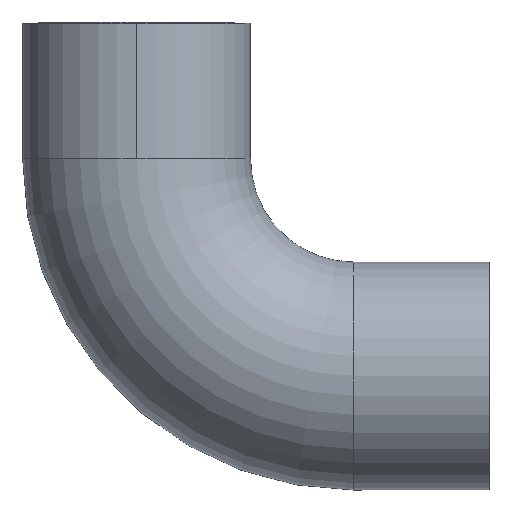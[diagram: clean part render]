
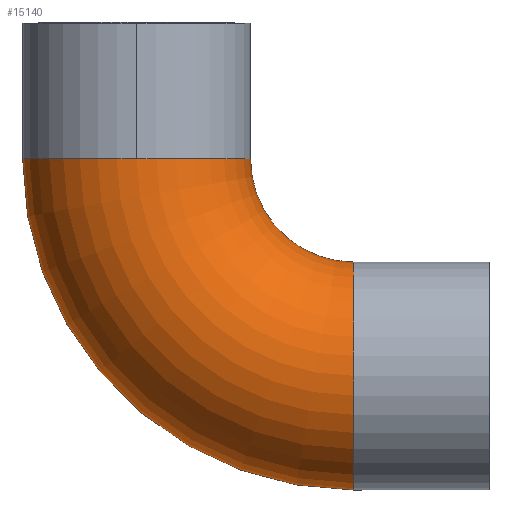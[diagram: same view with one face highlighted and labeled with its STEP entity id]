
A CAD part, top view. The second image highlights one B-rep face of the part: STEP entity #15140.
In plain terms, the highlighted toroidal (fillet/blend) face has major radius 40 mm and minor radius 21 mm.
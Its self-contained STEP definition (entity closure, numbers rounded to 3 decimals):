
#859 = VERTEX_POINT ( 'NONE', #39549 ) ;
#3600 = CARTESIAN_POINT ( 'NONE',  ( 40., 0., 0. ) ) ;
#6597 = ORIENTED_EDGE ( 'NONE', *, *, #46984, .T. ) ;
#8719 = VERTEX_POINT ( 'NONE', #36950 ) ;
#9384 = VERTEX_POINT ( 'NONE', #77785 ) ;
#11528 = DIRECTION ( 'NONE',  ( -1., 0., 0. ) ) ;
#11598 = AXIS2_PLACEMENT_3D ( 'NONE', #70951, #70556, #82293 ) ;
#13166 = CARTESIAN_POINT ( 'NONE',  ( -21., 0., 0. ) ) ;
#14131 = EDGE_CURVE ( 'NONE', #34561, #9384, #15246, .T. ) ;
#15140 = ADVANCED_FACE ( 'NONE', ( #70902 ), #41856, .T. ) ;
#15246 = CIRCLE ( 'NONE', #36625, 21. ) ;
#16474 = DIRECTION ( 'NONE',  ( 0., 1., 0. ) ) ;
#18910 = ORIENTED_EDGE ( 'NONE', *, *, #14131, .F. ) ;
#21523 = CARTESIAN_POINT ( 'NONE',  ( 40., 0., 0. ) ) ;
#21987 = CARTESIAN_POINT ( 'NONE',  ( 40., -40., 0. ) ) ;
#23171 = VERTEX_POINT ( 'NONE', #30458 ) ;
#23535 = CARTESIAN_POINT ( 'NONE',  ( 0., 0., 0. ) ) ;
#29135 = DIRECTION ( 'NONE',  ( 0., 0., -1. ) ) ;
#30458 = CARTESIAN_POINT ( 'NONE',  ( 21., 0., 0. ) ) ;
#31038 = DIRECTION ( 'NONE',  ( 0., 0., 1. ) ) ;
#33695 = DIRECTION ( 'NONE',  ( 0., 1., 0. ) ) ;
#34561 = VERTEX_POINT ( 'NONE', #13166 ) ;
#36625 = AXIS2_PLACEMENT_3D ( 'NONE', #80066, #16474, #41586 ) ;
#36950 = CARTESIAN_POINT ( 'NONE',  ( 40., -61., 0. ) ) ;
#39549 = CARTESIAN_POINT ( 'NONE',  ( 40., -19., 0. ) ) ;
#41586 = DIRECTION ( 'NONE',  ( 0., 0., 1. ) ) ;
#41856 = TOROIDAL_SURFACE ( 'NONE', #48534, 40., 21. ) ;
#42969 = ORIENTED_EDGE ( 'NONE', *, *, #46247, .F. ) ;
#45050 = CIRCLE ( 'NONE', #11598, 19. ) ;
#46247 = EDGE_CURVE ( 'NONE', #859, #8719, #46304, .T. ) ;
#46304 = CIRCLE ( 'NONE', #79662, 21. ) ;
#46984 = EDGE_CURVE ( 'NONE', #859, #23171, #45050, .T. ) ;
#47515 = DIRECTION ( 'NONE',  ( 1., 0., 0. ) ) ;
#48534 = AXIS2_PLACEMENT_3D ( 'NONE', #21523, #78820, #52917 ) ;
#51088 = ORIENTED_EDGE ( 'NONE', *, *, #68137, .F. ) ;
#52917 = DIRECTION ( 'NONE',  ( -1., 0., 0. ) ) ;
#53639 = AXIS2_PLACEMENT_3D ( 'NONE', #23535, #61582, #31038 ) ;
#61582 = DIRECTION ( 'NONE',  ( 0., 1., 0. ) ) ;
#68137 = EDGE_CURVE ( 'NONE', #9384, #23171, #77706, .T. ) ;
#70556 = DIRECTION ( 'NONE',  ( 0., 0., -1. ) ) ;
#70902 = FACE_OUTER_BOUND ( 'NONE', #82247, .T. ) ;
#70951 = CARTESIAN_POINT ( 'NONE',  ( 40., 0., 0. ) ) ;
#71288 = EDGE_CURVE ( 'NONE', #8719, #34561, #75311, .T. ) ;
#75252 = AXIS2_PLACEMENT_3D ( 'NONE', #3600, #29135, #11528 ) ;
#75311 = CIRCLE ( 'NONE', #75252, 61. ) ;
#76975 = ORIENTED_EDGE ( 'NONE', *, *, #71288, .F. ) ;
#77706 = CIRCLE ( 'NONE', #53639, 21. ) ;
#77785 = CARTESIAN_POINT ( 'NONE',  ( 0., 0., 21. ) ) ;
#78820 = DIRECTION ( 'NONE',  ( 0., 0., -1. ) ) ;
#79662 = AXIS2_PLACEMENT_3D ( 'NONE', #21987, #47515, #33695 ) ;
#80066 = CARTESIAN_POINT ( 'NONE',  ( 0., 0., 0. ) ) ;
#82247 = EDGE_LOOP ( 'NONE', ( #76975, #42969, #6597, #51088, #18910 ) ) ;
#82293 = DIRECTION ( 'NONE',  ( -1., 0., 0. ) ) ;
